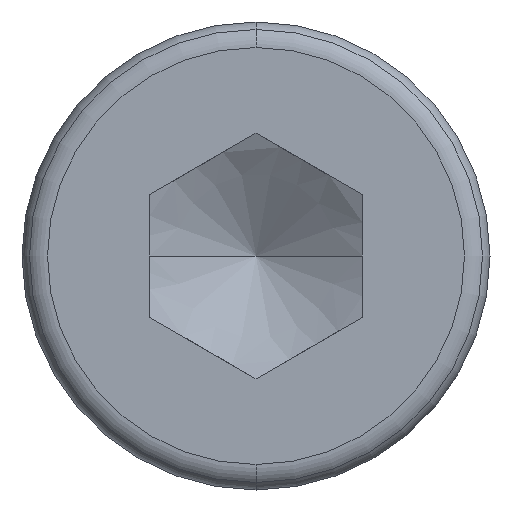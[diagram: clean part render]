
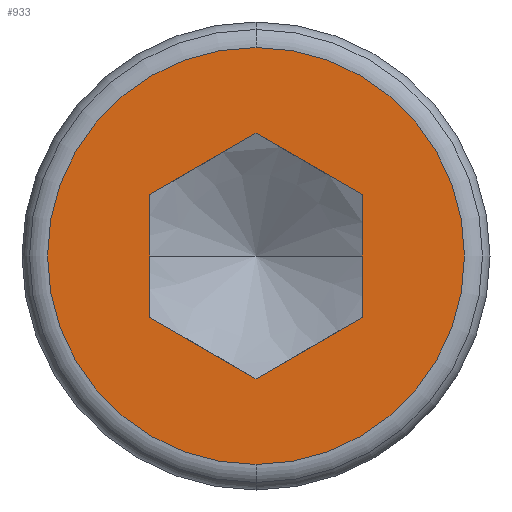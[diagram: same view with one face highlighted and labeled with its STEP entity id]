
A CAD part, left-side view. The second image highlights one B-rep face of the part: STEP entity #933.
In plain terms, the highlighted planar face has unit normal (-1, 0, 0).
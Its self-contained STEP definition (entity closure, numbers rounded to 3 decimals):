
#374=DIRECTION('',(0.,0.,1.));
#375=VECTOR('',#374,1.443);
#376=CARTESIAN_POINT('',(-3.,1.25,-0.722));
#377=LINE('',#376,#375);
#381=DIRECTION('',(0.,0.866,0.5));
#382=VECTOR('',#381,1.443);
#383=CARTESIAN_POINT('',(-3.,0.,-1.443));
#384=LINE('',#383,#382);
#388=DIRECTION('',(0.,0.866,-0.5));
#389=VECTOR('',#388,1.443);
#390=CARTESIAN_POINT('',(-3.,-1.25,-0.722));
#391=LINE('',#390,#389);
#395=DIRECTION('',(0.,0.,-1.));
#396=VECTOR('',#395,1.443);
#397=CARTESIAN_POINT('',(-3.,-1.25,0.722));
#398=LINE('',#397,#396);
#402=DIRECTION('',(0.,-0.866,-0.5));
#403=VECTOR('',#402,1.443);
#404=CARTESIAN_POINT('',(-3.,0.,1.443));
#405=LINE('',#404,#403);
#409=DIRECTION('',(0.,-0.866,0.5));
#410=VECTOR('',#409,1.443);
#411=CARTESIAN_POINT('',(-3.,1.25,0.722));
#412=LINE('',#411,#410);
#416=CARTESIAN_POINT('',(-3.,0.,0.));
#417=DIRECTION('',(-1.,0.,0.));
#418=DIRECTION('',(0.,-1.,0.));
#419=AXIS2_PLACEMENT_3D('',#416,#417,#418);
#424=CARTESIAN_POINT('',(-3.,0.,0.));
#425=DIRECTION('',(-1.,0.,0.));
#426=DIRECTION('',(0.,0.,-1.));
#427=AXIS2_PLACEMENT_3D('',#424,#425,#426);
#432=CARTESIAN_POINT('',(-3.,0.,0.));
#433=DIRECTION('',(-1.,0.,0.));
#434=DIRECTION('',(0.,1.,0.));
#435=AXIS2_PLACEMENT_3D('',#432,#433,#434);
#440=CARTESIAN_POINT('',(-3.,0.,0.));
#441=DIRECTION('',(-1.,0.,0.));
#442=DIRECTION('',(0.,0.,1.));
#443=AXIS2_PLACEMENT_3D('',#440,#441,#442);
#616=CARTESIAN_POINT('',(-3.,1.25,-0.722));
#617=CARTESIAN_POINT('',(-3.,1.25,0.722));
#618=VERTEX_POINT('',#616);
#619=VERTEX_POINT('',#617);
#620=CARTESIAN_POINT('',(-3.,0.,1.443));
#621=VERTEX_POINT('',#620);
#622=CARTESIAN_POINT('',(-3.,0.,-1.443));
#623=VERTEX_POINT('',#622);
#624=CARTESIAN_POINT('',(-3.,-1.25,0.722));
#625=VERTEX_POINT('',#624);
#626=CARTESIAN_POINT('',(-3.,-1.25,-0.722));
#627=VERTEX_POINT('',#626);
#668=CARTESIAN_POINT('',(-3.,0.,-2.45));
#670=VERTEX_POINT('',#668);
#674=CARTESIAN_POINT('',(-3.,0.,2.45));
#675=VERTEX_POINT('',#674);
#680=CARTESIAN_POINT('',(-3.,2.45,0.));
#681=VERTEX_POINT('',#680);
#682=CARTESIAN_POINT('',(-3.,-2.45,0.));
#683=VERTEX_POINT('',#682);
#906=CARTESIAN_POINT('',(-3.,2.097,0.));
#907=DIRECTION('',(-1.,0.,0.));
#908=DIRECTION('',(0.,0.,1.));
#909=AXIS2_PLACEMENT_3D('',#906,#907,#908);
#910=PLANE('',#909);
#911=ORIENTED_EDGE('',*,*,#896,.F.);
#912=ORIENTED_EDGE('',*,*,#894,.F.);
#914=ORIENTED_EDGE('',*,*,#913,.F.);
#916=ORIENTED_EDGE('',*,*,#915,.F.);
#917=EDGE_LOOP('',(#911,#912,#914,#916));
#918=FACE_OUTER_BOUND('',#917,.F.);
#920=ORIENTED_EDGE('',*,*,#919,.F.);
#922=ORIENTED_EDGE('',*,*,#921,.F.);
#924=ORIENTED_EDGE('',*,*,#923,.F.);
#926=ORIENTED_EDGE('',*,*,#925,.F.);
#928=ORIENTED_EDGE('',*,*,#927,.F.);
#930=ORIENTED_EDGE('',*,*,#929,.F.);
#931=EDGE_LOOP('',(#920,#922,#924,#926,#928,#930));
#932=FACE_BOUND('',#931,.F.);
#420=CIRCLE('',#419,2.45);
#428=CIRCLE('',#427,2.45);
#436=CIRCLE('',#435,2.45);
#444=CIRCLE('',#443,2.45);
#894=EDGE_CURVE('',#670,#683,#428,.T.);
#896=EDGE_CURVE('',#683,#675,#420,.T.);
#913=EDGE_CURVE('',#681,#670,#436,.T.);
#915=EDGE_CURVE('',#675,#681,#444,.T.);
#919=EDGE_CURVE('',#618,#619,#377,.T.);
#921=EDGE_CURVE('',#623,#618,#384,.T.);
#923=EDGE_CURVE('',#627,#623,#391,.T.);
#925=EDGE_CURVE('',#625,#627,#398,.T.);
#927=EDGE_CURVE('',#621,#625,#405,.T.);
#929=EDGE_CURVE('',#619,#621,#412,.T.);
#933=ADVANCED_FACE('',(#918,#932),#910,.T.);
